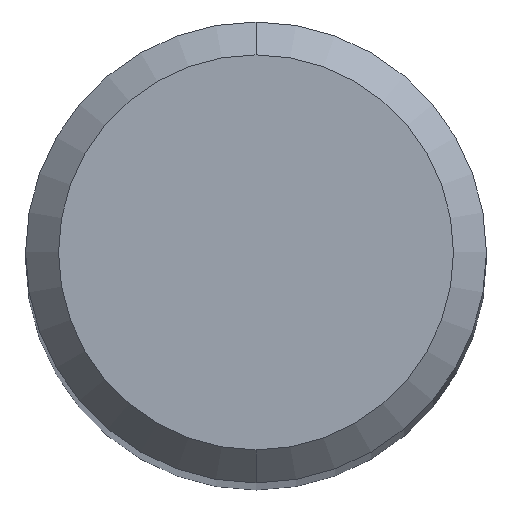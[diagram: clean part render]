
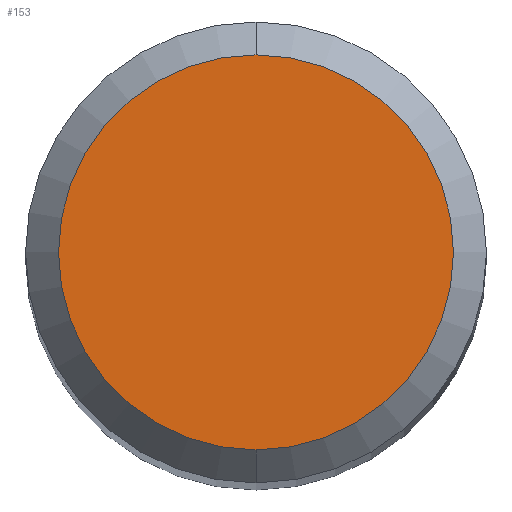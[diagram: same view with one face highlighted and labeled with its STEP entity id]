
A CAD part, top view. The second image highlights one B-rep face of the part: STEP entity #153.
In plain terms, the highlighted planar face has unit normal (0, 0, 1).
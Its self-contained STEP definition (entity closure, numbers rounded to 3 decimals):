
#153=ADVANCED_FACE('',(#370),#371,.T.);
#163=VERTEX_POINT('',#382);
#221=EDGE_CURVE('',#289,#163,#450,.T.);
#283=EDGE_CURVE('',#163,#289,#521,.T.);
#289=VERTEX_POINT('',#527);
#370=FACE_OUTER_BOUND('',#612,.T.);
#371=PLANE('',#613);
#382=CARTESIAN_POINT('',(0.0,1.8,0.0));
#450=CIRCLE('',#719,1.8);
#521=CIRCLE('',#809,1.8);
#527=CARTESIAN_POINT('',(0.,-1.8,0.0));
#612=EDGE_LOOP('',(#893,#894));
#613=AXIS2_PLACEMENT_3D('',#895,#896,#897);
#719=AXIS2_PLACEMENT_3D('',#1014,#1015,#1016);
#809=AXIS2_PLACEMENT_3D('',#1105,#1106,#1107);
#893=ORIENTED_EDGE('',*,*,#283,.F.);
#894=ORIENTED_EDGE('',*,*,#221,.F.);
#895=CARTESIAN_POINT('',(0.0,0.9,0.0));
#896=DIRECTION('',(-0.0,0.0,1.0));
#897=DIRECTION('',(0.0,-1.0,0.0));
#1014=CARTESIAN_POINT('',(0.0,0.0,0.0));
#1015=DIRECTION('',(0.0,0.0,-1.0));
#1016=DIRECTION('',(0.0,1.0,0.0));
#1105=CARTESIAN_POINT('',(0.0,0.0,0.0));
#1106=DIRECTION('',(0.0,0.0,-1.0));
#1107=DIRECTION('',(0.0,1.0,0.0));
